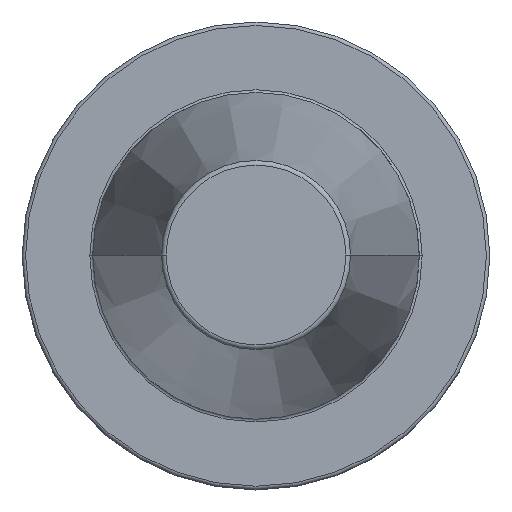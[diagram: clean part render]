
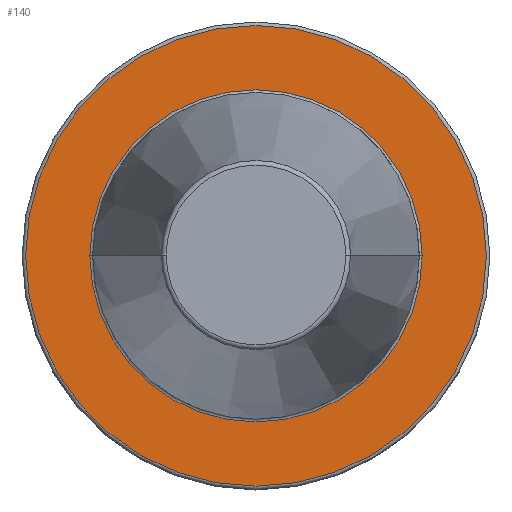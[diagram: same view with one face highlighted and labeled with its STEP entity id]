
A CAD part, top view. The second image highlights one B-rep face of the part: STEP entity #140.
In plain terms, the highlighted planar face has unit normal (0, 0, 1).
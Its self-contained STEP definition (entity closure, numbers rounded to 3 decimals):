
#65=PLANE('',#1122);
#86=FACE_BOUND('',#285,.T.);
#87=FACE_BOUND('',#286,.T.);
#140=ADVANCED_FACE('',(#86,#87),#65,.F.);
#285=EDGE_LOOP('',(#487));
#286=EDGE_LOOP('',(#488,#489));
#354=CIRCLE('',#1087,35.5);
#374=CIRCLE('',#1120,49.229);
#375=CIRCLE('',#1121,35.5);
#487=ORIENTED_EDGE('',*,*,#839,.T.);
#488=ORIENTED_EDGE('',*,*,#840,.T.);
#489=ORIENTED_EDGE('',*,*,#809,.T.);
#712=VERTEX_POINT('',#1582);
#713=VERTEX_POINT('',#1583);
#727=VERTEX_POINT('',#1640);
#809=EDGE_CURVE('',#712,#713,#354,.T.);
#839=EDGE_CURVE('',#727,#727,#374,.T.);
#840=EDGE_CURVE('',#713,#712,#375,.T.);
#1087=AXIS2_PLACEMENT_3D('',#1581,#1271,#1272);
#1120=AXIS2_PLACEMENT_3D('',#1639,#1347,#1348);
#1121=AXIS2_PLACEMENT_3D('',#1641,#1349,#1350);
#1122=AXIS2_PLACEMENT_3D('',#1642,#1351,#1352);
#1271=DIRECTION('',(0.,0.,-1.));
#1272=DIRECTION('',(-1.,0.,0.));
#1347=DIRECTION('',(0.,0.,1.));
#1348=DIRECTION('',(-1.,0.,0.));
#1349=DIRECTION('',(0.,0.,-1.));
#1350=DIRECTION('',(-1.,0.,0.));
#1351=DIRECTION('',(0.,0.,-1.));
#1352=DIRECTION('',(1.,0.,0.));
#1581=CARTESIAN_POINT('',(0.,0.,-3.));
#1582=CARTESIAN_POINT('',(35.5,0.,-3.));
#1583=CARTESIAN_POINT('',(-35.5,0.,-3.));
#1639=CARTESIAN_POINT('',(0.,0.,-3.));
#1640=CARTESIAN_POINT('',(-49.229,0.,-3.));
#1641=CARTESIAN_POINT('',(0.,0.,-3.));
#1642=CARTESIAN_POINT('',(0.,35.5,-3.));
